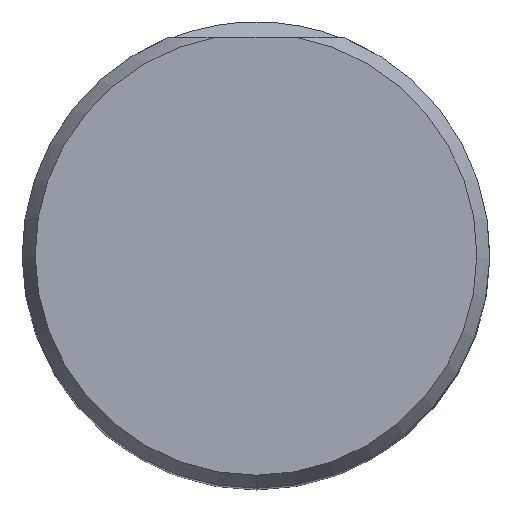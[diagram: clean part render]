
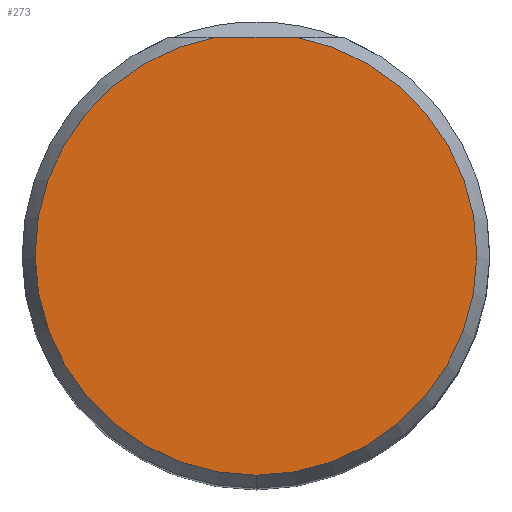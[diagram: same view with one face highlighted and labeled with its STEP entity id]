
A CAD part, top view. The second image highlights one B-rep face of the part: STEP entity #273.
In plain terms, the highlighted planar face has unit normal (0, 0, 1).
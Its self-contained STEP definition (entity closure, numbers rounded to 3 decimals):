
#273=ADVANCED_FACE('',(#768),#769,.T.);
#339=VERTEX_POINT('',#843);
#467=VERTEX_POINT('',#982);
#477=VERTEX_POINT('',#992);
#579=EDGE_CURVE('',#467,#339,#1103,.T.);
#591=EDGE_CURVE('',#467,#477,#1117,.T.);
#671=EDGE_CURVE('',#339,#477,#1203,.T.);
#768=FACE_OUTER_BOUND('',#1301,.T.);
#769=PLANE('',#1302);
#843=CARTESIAN_POINT('',(0.,-11.807,0.0));
#982=CARTESIAN_POINT('',(2.108,11.617,0.0));
#992=CARTESIAN_POINT('',(-2.108,11.617,0.0));
#1103=CIRCLE('',#5650,11.807);
#1117=LINE('',#5747,#5748);
#1203=CIRCLE('',#7778,11.807);
#1301=EDGE_LOOP('',(#9612,#9613,#9614));
#1302=AXIS2_PLACEMENT_3D('',#9615,#9616,#9617);
#5650=AXIS2_PLACEMENT_3D('',#9980,#9981,#9982);
#5747=CARTESIAN_POINT('',(-6.25,11.617,0.));
#5748=VECTOR('',#9998,1.0);
#7778=AXIS2_PLACEMENT_3D('',#10073,#10074,#10075);
#9612=ORIENTED_EDGE('',*,*,#591,.T.);
#9613=ORIENTED_EDGE('',*,*,#671,.F.);
#9614=ORIENTED_EDGE('',*,*,#579,.F.);
#9615=CARTESIAN_POINT('',(0.0,5.904,0.0));
#9616=DIRECTION('',(-0.0,0.0,1.0));
#9617=DIRECTION('',(0.0,-1.0,0.0));
#9980=CARTESIAN_POINT('',(0.0,0.0,0.0));
#9981=DIRECTION('',(0.0,0.0,-1.0));
#9982=DIRECTION('',(0.0,1.0,0.0));
#9998=DIRECTION('',(-1.0,0.0,0.0));
#10073=CARTESIAN_POINT('',(0.0,0.0,0.0));
#10074=DIRECTION('',(0.0,0.0,-1.0));
#10075=DIRECTION('',(0.0,1.0,0.0));
